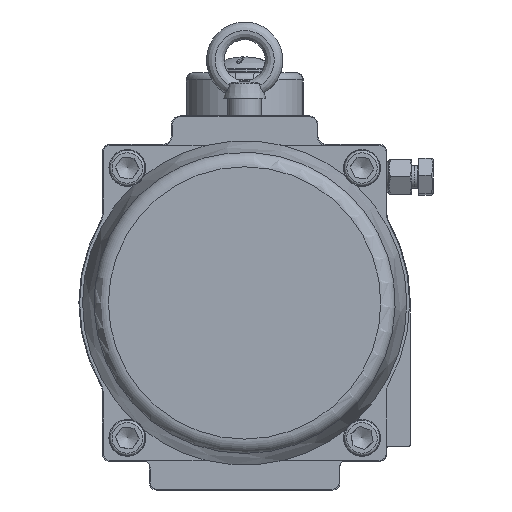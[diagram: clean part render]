
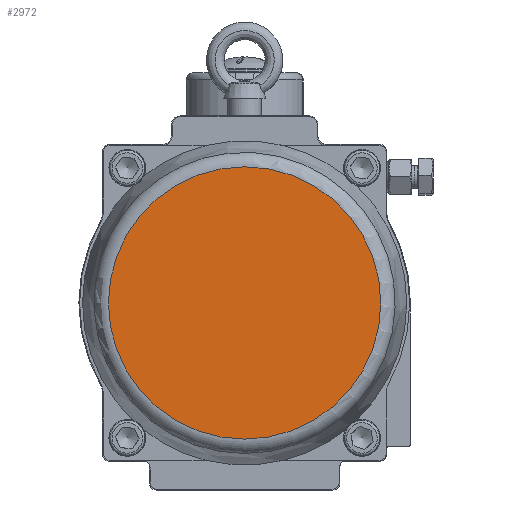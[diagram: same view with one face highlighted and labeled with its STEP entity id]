
A CAD part, front view. The second image highlights one B-rep face of the part: STEP entity #2972.
In plain terms, the highlighted planar face has unit normal (0, -1, 0).
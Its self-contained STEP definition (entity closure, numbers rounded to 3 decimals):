
#1258=FACE_OUTER_BOUND('',#9787,.T.);
#2227=PLANE('',#23735);
#2972=ADVANCED_FACE('',(#1258),#2227,.T.);
#7744=CIRCLE('',#23734,92.819);
#9787=EDGE_LOOP('',(#11969));
#11969=ORIENTED_EDGE('',*,*,#20044,.T.);
#17786=VERTEX_POINT('',#34668);
#20044=EDGE_CURVE('',#17786,#17786,#7744,.T.);
#23734=AXIS2_PLACEMENT_3D('',#34667,#26887,#26888);
#23735=AXIS2_PLACEMENT_3D('',#34669,#26889,#26890);
#26887=DIRECTION('',(0.,-1.,0.));
#26888=DIRECTION('',(0.,0.,-1.));
#26889=DIRECTION('',(0.,-1.,0.));
#26890=DIRECTION('',(0.,0.,-1.));
#34667=CARTESIAN_POINT('',(0.,-72.,0.));
#34668=CARTESIAN_POINT('',(0.,-72.,-92.819));
#34669=CARTESIAN_POINT('',(0.,-72.,0.));
